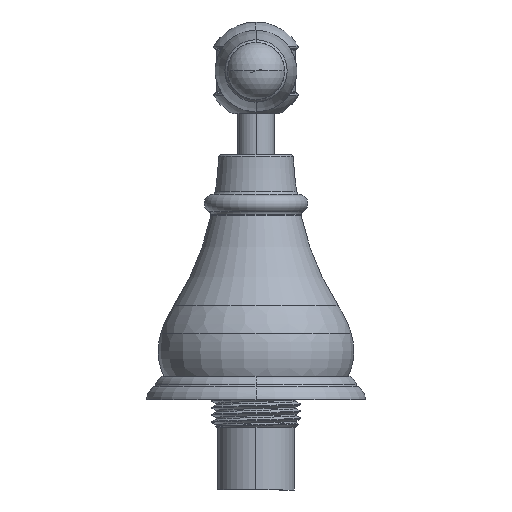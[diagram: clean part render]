
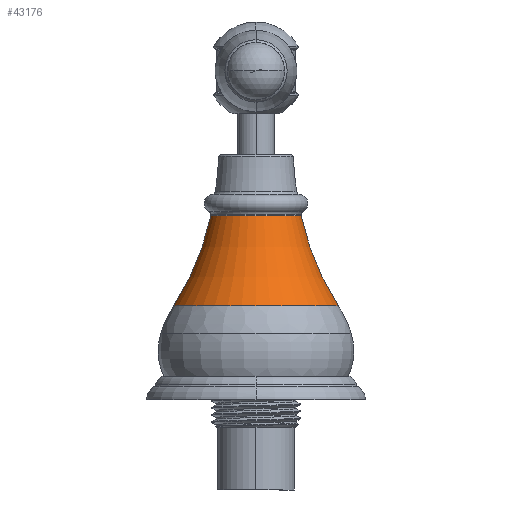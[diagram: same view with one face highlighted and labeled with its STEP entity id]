
A CAD part, left-side view. The second image highlights one B-rep face of the part: STEP entity #43176.
In plain terms, the highlighted toroidal (fillet/blend) face has major radius 79.918 mm and minor radius 70 mm.
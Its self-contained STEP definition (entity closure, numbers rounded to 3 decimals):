
#1350 = CARTESIAN_POINT ( 'NONE',  ( 0., 18., -21. ) ) ;
#1430 = CARTESIAN_POINT ( 'NONE',  ( 0., 55.798, 0. ) ) ;
#1830 = DIRECTION ( 'NONE',  ( 0., 0., -1. ) ) ;
#4730 = CIRCLE ( 'NONE', #42436, 11.5 ) ;
#5602 = DIRECTION ( 'NONE',  ( 0., 0., -1. ) ) ;
#6023 = DIRECTION ( 'NONE',  ( 0., -1., 0. ) ) ;
#6123 = EDGE_CURVE ( 'NONE', #34157, #28789, #4730, .T. ) ;
#6766 = ORIENTED_EDGE ( 'NONE', *, *, #6123, .T. ) ;
#7981 = CIRCLE ( 'NONE', #19802, 70. ) ;
#8062 = EDGE_CURVE ( 'NONE', #30364, #20429, #35698, .T. ) ;
#9898 = ORIENTED_EDGE ( 'NONE', *, *, #8062, .F. ) ;
#10341 = TOROIDAL_SURFACE ( 'NONE', #36200, 79.918, 70. ) ;
#11069 = DIRECTION ( 'NONE',  ( 0., 0., -1. ) ) ;
#13644 = DIRECTION ( 'NONE',  ( 0., 0., -1. ) ) ;
#14710 = CIRCLE ( 'NONE', #30206, 70. ) ;
#15242 = CARTESIAN_POINT ( 'NONE',  ( 0., 41., 11.5 ) ) ;
#15746 = AXIS2_PLACEMENT_3D ( 'NONE', #28882, #21460, #11069 ) ;
#16996 = ORIENTED_EDGE ( 'NONE', *, *, #23043, .T. ) ;
#17036 = EDGE_LOOP ( 'NONE', ( #9898, #16996, #6766, #24317 ) ) ;
#18978 = FACE_OUTER_BOUND ( 'NONE', #17036, .T. ) ;
#19802 = AXIS2_PLACEMENT_3D ( 'NONE', #44181, #26578, #1830 ) ;
#20429 = VERTEX_POINT ( 'NONE', #1350 ) ;
#21460 = DIRECTION ( 'NONE',  ( 0., -1., 0. ) ) ;
#23043 = EDGE_CURVE ( 'NONE', #30364, #34157, #7981, .T. ) ;
#23372 = CARTESIAN_POINT ( 'NONE',  ( 0., 41., 0. ) ) ;
#24317 = ORIENTED_EDGE ( 'NONE', *, *, #38840, .F. ) ;
#26578 = DIRECTION ( 'NONE',  ( 1., 0., 0. ) ) ;
#27844 = CARTESIAN_POINT ( 'NONE',  ( 0., 55.798, -79.918 ) ) ;
#28077 = DIRECTION ( 'NONE',  ( 0., 0., 1. ) ) ;
#28789 = VERTEX_POINT ( 'NONE', #39634 ) ;
#28882 = CARTESIAN_POINT ( 'NONE',  ( 0., 18., 0. ) ) ;
#30206 = AXIS2_PLACEMENT_3D ( 'NONE', #27844, #30639, #28077 ) ;
#30364 = VERTEX_POINT ( 'NONE', #33691 ) ;
#30639 = DIRECTION ( 'NONE',  ( -1., 0., 0. ) ) ;
#33691 = CARTESIAN_POINT ( 'NONE',  ( 0., 18., 21. ) ) ;
#34157 = VERTEX_POINT ( 'NONE', #15242 ) ;
#35698 = CIRCLE ( 'NONE', #15746, 21. ) ;
#36200 = AXIS2_PLACEMENT_3D ( 'NONE', #1430, #36818, #5602 ) ;
#36818 = DIRECTION ( 'NONE',  ( 0., -1., 0. ) ) ;
#38840 = EDGE_CURVE ( 'NONE', #20429, #28789, #14710, .T. ) ;
#39634 = CARTESIAN_POINT ( 'NONE',  ( 0., 41., -11.5 ) ) ;
#42436 = AXIS2_PLACEMENT_3D ( 'NONE', #23372, #6023, #13644 ) ;
#43176 = ADVANCED_FACE ( 'NONE', ( #18978 ), #10341, .F. ) ;
#44181 = CARTESIAN_POINT ( 'NONE',  ( 0., 55.798, 79.918 ) ) ;
